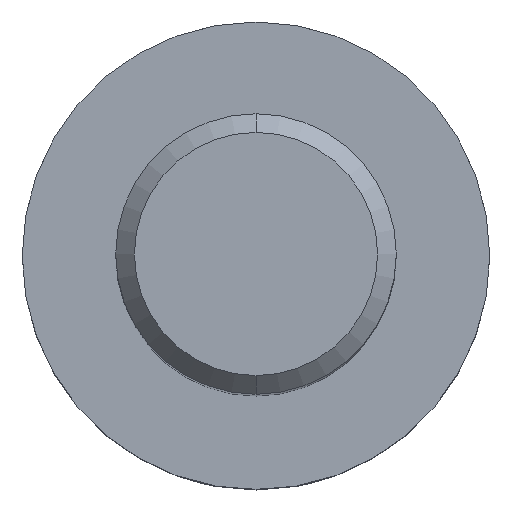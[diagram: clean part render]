
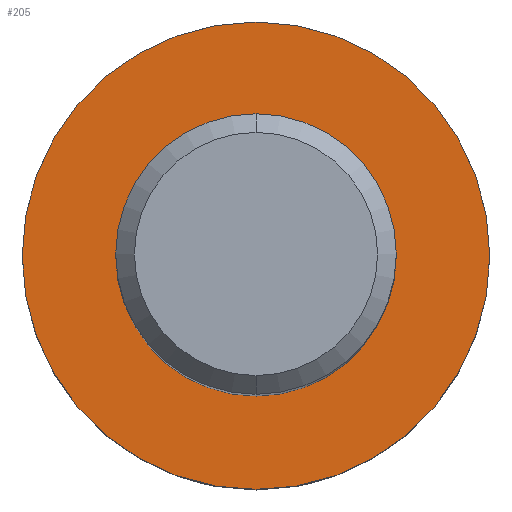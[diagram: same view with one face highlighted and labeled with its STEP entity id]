
A CAD part, top view. The second image highlights one B-rep face of the part: STEP entity #205.
In plain terms, the highlighted planar face has unit normal (0, 0, 1).
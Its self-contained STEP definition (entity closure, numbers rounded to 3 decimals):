
#205=ADVANCED_FACE('',(#490,#491),#492,.T.);
#237=VERTEX_POINT('',#526);
#243=EDGE_CURVE('',#237,#265,#533,.T.);
#253=VERTEX_POINT('',#543);
#265=VERTEX_POINT('',#555);
#275=VERTEX_POINT('',#566);
#287=EDGE_CURVE('',#265,#237,#579,.T.);
#297=EDGE_CURVE('',#275,#253,#589,.T.);
#373=EDGE_CURVE('',#253,#275,#668,.T.);
#490=FACE_BOUND('',#815,.T.);
#491=FACE_OUTER_BOUND('',#816,.T.);
#492=PLANE('',#817);
#526=CARTESIAN_POINT('',(0.0,5.,-22.0));
#533=CIRCLE('',#905,5.);
#543=CARTESIAN_POINT('',(0.,3.0,-22.0));
#555=CARTESIAN_POINT('',(0.,-5.,-22.0));
#566=CARTESIAN_POINT('',(0.0,-3.0,-22.0));
#579=CIRCLE('',#1009,5.);
#589=CIRCLE('',#1049,3.0);
#668=CIRCLE('',#1237,3.0);
#815=EDGE_LOOP('',(#1418,#1419));
#816=EDGE_LOOP('',(#1420,#1421));
#817=AXIS2_PLACEMENT_3D('',#1422,#1423,#1424);
#905=AXIS2_PLACEMENT_3D('',#1473,#1474,#1475);
#1009=AXIS2_PLACEMENT_3D('',#1504,#1505,#1506);
#1049=AXIS2_PLACEMENT_3D('',#1508,#1509,#1510);
#1237=AXIS2_PLACEMENT_3D('',#1566,#1567,#1568);
#1418=ORIENTED_EDGE('',*,*,#297,.T.);
#1419=ORIENTED_EDGE('',*,*,#373,.T.);
#1420=ORIENTED_EDGE('',*,*,#243,.F.);
#1421=ORIENTED_EDGE('',*,*,#287,.F.);
#1422=CARTESIAN_POINT('',(0.0,2.5,-22.0));
#1423=DIRECTION('',(-0.0,0.0,1.0));
#1424=DIRECTION('',(0.0,-1.0,0.0));
#1473=CARTESIAN_POINT('',(0.0,0.0,-22.0));
#1474=DIRECTION('',(0.0,0.0,-1.0));
#1475=DIRECTION('',(0.0,1.0,0.0));
#1504=CARTESIAN_POINT('',(0.0,0.0,-22.0));
#1505=DIRECTION('',(0.0,0.0,-1.0));
#1506=DIRECTION('',(0.0,1.0,0.0));
#1508=CARTESIAN_POINT('',(0.0,0.0,-22.0));
#1509=DIRECTION('',(-0.0,0.0,-1.0));
#1510=DIRECTION('',(0.0,1.0,0.0));
#1566=CARTESIAN_POINT('',(0.0,0.0,-22.0));
#1567=DIRECTION('',(-0.0,0.0,-1.0));
#1568=DIRECTION('',(0.0,1.0,0.0));
